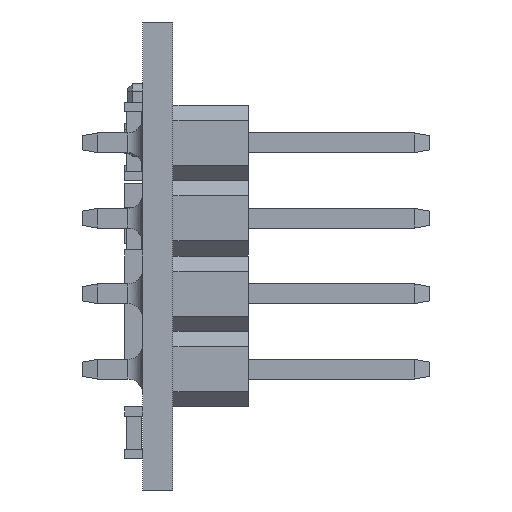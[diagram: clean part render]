
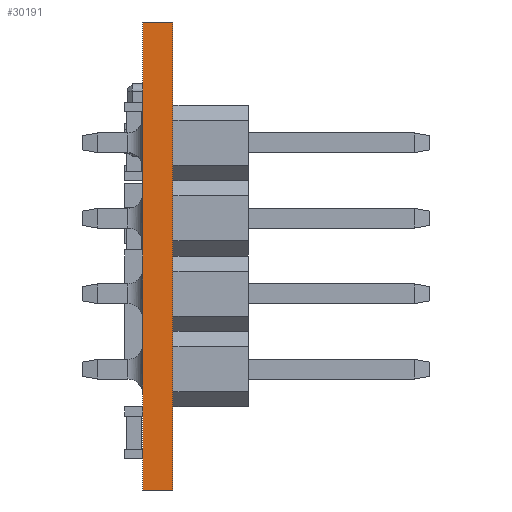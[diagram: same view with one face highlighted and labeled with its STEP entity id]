
A CAD part, left-side view. The second image highlights one B-rep face of the part: STEP entity #30191.
In plain terms, the highlighted planar face has unit normal (-1, 0, 0).
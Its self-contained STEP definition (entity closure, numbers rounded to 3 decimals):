
#878 = CARTESIAN_POINT ( 'NONE',  ( 0., 1., 7.75 ) ) ;
#2062 = ORIENTED_EDGE ( 'NONE', *, *, #18528, .F. ) ;
#2714 = VECTOR ( 'NONE', #39036, 1000. ) ;
#4592 = PLANE ( 'NONE',  #35191 ) ;
#6598 = VECTOR ( 'NONE', #18790, 1000. ) ;
#7863 = CARTESIAN_POINT ( 'NONE',  ( 0., 1., 7.75 ) ) ;
#8828 = ORIENTED_EDGE ( 'NONE', *, *, #20035, .F. ) ;
#9454 = VECTOR ( 'NONE', #40519, 1000. ) ;
#9786 = VERTEX_POINT ( 'NONE', #17656 ) ;
#11445 = CARTESIAN_POINT ( 'NONE',  ( 0., 1., -7.75 ) ) ;
#11919 = EDGE_CURVE ( 'NONE', #28018, #31805, #13465, .T. ) ;
#13465 = LINE ( 'NONE', #39196, #2714 ) ;
#14553 = ORIENTED_EDGE ( 'NONE', *, *, #38172, .T. ) ;
#17656 = CARTESIAN_POINT ( 'NONE',  ( 0., 1., 7.75 ) ) ;
#18528 = EDGE_CURVE ( 'NONE', #9786, #31805, #40417, .T. ) ;
#18790 = DIRECTION ( 'NONE',  ( 0., -1., 0. ) ) ;
#20035 = EDGE_CURVE ( 'NONE', #38036, #9786, #38571, .T. ) ;
#20339 = VECTOR ( 'NONE', #21666, 1000. ) ;
#21666 = DIRECTION ( 'NONE',  ( 0., 0., 1. ) ) ;
#21704 = DIRECTION ( 'NONE',  ( 1., 0., 0. ) ) ;
#21806 = ORIENTED_EDGE ( 'NONE', *, *, #11919, .T. ) ;
#22108 = CARTESIAN_POINT ( 'NONE',  ( 0., 0., 7.75 ) ) ;
#22709 = CARTESIAN_POINT ( 'NONE',  ( 0., 0., -7.75 ) ) ;
#23137 = CARTESIAN_POINT ( 'NONE',  ( 0., 1., -7.75 ) ) ;
#24376 = CARTESIAN_POINT ( 'NONE',  ( 0., 1., 7.75 ) ) ;
#26595 = EDGE_LOOP ( 'NONE', ( #21806, #2062, #8828, #14553 ) ) ;
#28018 = VERTEX_POINT ( 'NONE', #22709 ) ;
#30191 = ADVANCED_FACE ( 'NONE', ( #34270 ), #4592, .F. ) ;
#31728 = DIRECTION ( 'NONE',  ( 0., 0., -1. ) ) ;
#31805 = VERTEX_POINT ( 'NONE', #22108 ) ;
#34270 = FACE_OUTER_BOUND ( 'NONE', #26595, .T. ) ;
#35191 = AXIS2_PLACEMENT_3D ( 'NONE', #878, #21704, #31728 ) ;
#38036 = VERTEX_POINT ( 'NONE', #11445 ) ;
#38172 = EDGE_CURVE ( 'NONE', #38036, #28018, #43270, .T. ) ;
#38571 = LINE ( 'NONE', #24376, #20339 ) ;
#39036 = DIRECTION ( 'NONE',  ( 0., 0., 1. ) ) ;
#39196 = CARTESIAN_POINT ( 'NONE',  ( 0., 0., 7.75 ) ) ;
#40417 = LINE ( 'NONE', #7863, #6598 ) ;
#40519 = DIRECTION ( 'NONE',  ( 0., -1., 0. ) ) ;
#43270 = LINE ( 'NONE', #23137, #9454 ) ;
